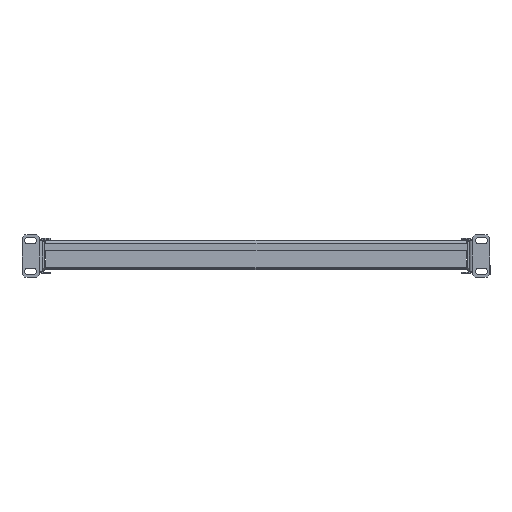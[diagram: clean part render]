
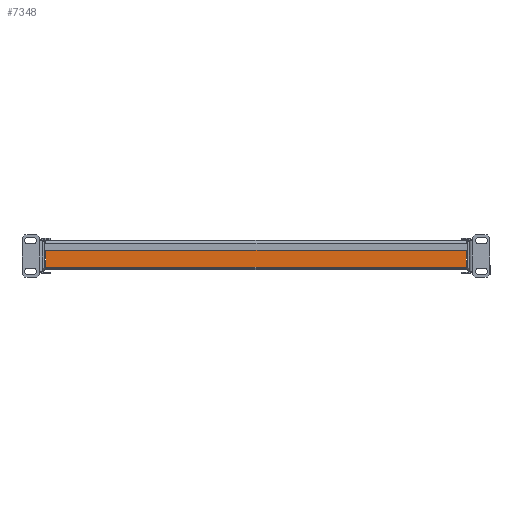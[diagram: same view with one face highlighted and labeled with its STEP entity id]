
A CAD part, left-side view. The second image highlights one B-rep face of the part: STEP entity #7348.
In plain terms, the highlighted planar face has unit normal (-1, 0, 0).
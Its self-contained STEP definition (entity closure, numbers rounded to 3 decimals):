
#1956 = VERTEX_POINT ( 'NONE', #2696 ) ;
#2350 = EDGE_LOOP ( 'NONE', ( #19174, #10075, #3215, #16655 ) ) ;
#2353 = VERTEX_POINT ( 'NONE', #22755 ) ;
#2682 = VERTEX_POINT ( 'NONE', #9325 ) ;
#2696 = CARTESIAN_POINT ( 'NONE',  ( 0., 434., -28. ) ) ;
#3199 = EDGE_CURVE ( 'NONE', #2353, #8464, #13209, .T. ) ;
#3215 = ORIENTED_EDGE ( 'NONE', *, *, #11545, .T. ) ;
#3480 = CARTESIAN_POINT ( 'NONE',  ( 0., 0., 0. ) ) ;
#4043 = VECTOR ( 'NONE', #22459, 1000. ) ;
#4095 = EDGE_CURVE ( 'NONE', #2682, #8464, #15227, .T. ) ;
#4145 = VECTOR ( 'NONE', #21606, 1000. ) ;
#4630 = CARTESIAN_POINT ( 'NONE',  ( 0., 0., -2.4 ) ) ;
#5500 = DIRECTION ( 'NONE',  ( 1., 0., 0. ) ) ;
#7348 = ADVANCED_FACE ( 'NONE', ( #21899 ), #16333, .F. ) ;
#7503 = LINE ( 'NONE', #20127, #16798 ) ;
#7930 = AXIS2_PLACEMENT_3D ( 'NONE', #3480, #5500, #12865 ) ;
#8464 = VERTEX_POINT ( 'NONE', #13027 ) ;
#9325 = CARTESIAN_POINT ( 'NONE',  ( 0., 434., -2.4 ) ) ;
#9525 = DIRECTION ( 'NONE',  ( 0., -1., 0. ) ) ;
#10075 = ORIENTED_EDGE ( 'NONE', *, *, #20440, .T. ) ;
#11545 = EDGE_CURVE ( 'NONE', #1956, #2353, #7503, .T. ) ;
#12865 = DIRECTION ( 'NONE',  ( 0., 0., -1. ) ) ;
#13027 = CARTESIAN_POINT ( 'NONE',  ( 0., 0., -2.4 ) ) ;
#13209 = LINE ( 'NONE', #16908, #18824 ) ;
#13320 = DIRECTION ( 'NONE',  ( 0., 0., 1. ) ) ;
#15227 = LINE ( 'NONE', #4630, #4043 ) ;
#16288 = LINE ( 'NONE', #17722, #4145 ) ;
#16333 = PLANE ( 'NONE',  #7930 ) ;
#16655 = ORIENTED_EDGE ( 'NONE', *, *, #3199, .T. ) ;
#16798 = VECTOR ( 'NONE', #9525, 1000. ) ;
#16908 = CARTESIAN_POINT ( 'NONE',  ( 0., 0., 0. ) ) ;
#17722 = CARTESIAN_POINT ( 'NONE',  ( 0., 434., 0. ) ) ;
#18824 = VECTOR ( 'NONE', #13320, 1000. ) ;
#19174 = ORIENTED_EDGE ( 'NONE', *, *, #4095, .F. ) ;
#20127 = CARTESIAN_POINT ( 'NONE',  ( 0., 0., -28. ) ) ;
#20440 = EDGE_CURVE ( 'NONE', #2682, #1956, #16288, .T. ) ;
#21606 = DIRECTION ( 'NONE',  ( 0., 0., -1. ) ) ;
#21899 = FACE_OUTER_BOUND ( 'NONE', #2350, .T. ) ;
#22459 = DIRECTION ( 'NONE',  ( 0., -1., 0. ) ) ;
#22755 = CARTESIAN_POINT ( 'NONE',  ( 0., 0., -28. ) ) ;
